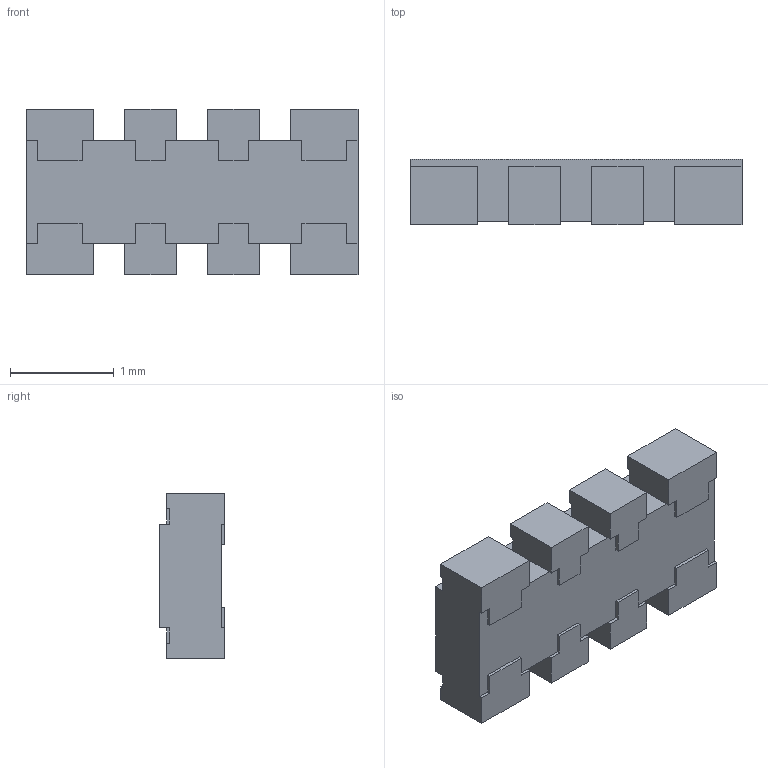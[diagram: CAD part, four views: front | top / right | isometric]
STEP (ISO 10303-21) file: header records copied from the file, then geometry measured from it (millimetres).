
FILE_DESCRIPTION (( 'STEP AP214' ), '1' );
FILE_NAME ('33FEA27B-6652-4849-B2D6-FD9F4505B622.STEP', '2024-03-29T00:40:42', ( '' ), ( '' ), 'SwSTEP 2.0', 'SolidWorks 2022', '' );
FILE_SCHEMA (( 'AUTOMOTIVE_DESIGN' ));
Length unit declared in the file: millimetre
Products named in the file (1): 33FEA27B-6652-4849-B2D6-FD9F4505B622
Bounding box: 3.2 x 0.63 x 1.6 mm (x, y, z)
Volume: 2.7 mm3; surface area: 17.6 mm2
Topology: 1 solids, 1 shells, 244 faces, 705 edges, 466 vertices
Faces by surface type: plane 217, bspline 27
Entity records: 9756 total; most frequent: CARTESIAN_POINT 2427, ORIENTED_EDGE 1410, DIRECTION 1087, EDGE_CURVE 705, VECTOR 651, LINE 651, VERTEX_POINT 466, EDGE_LOOP 247
